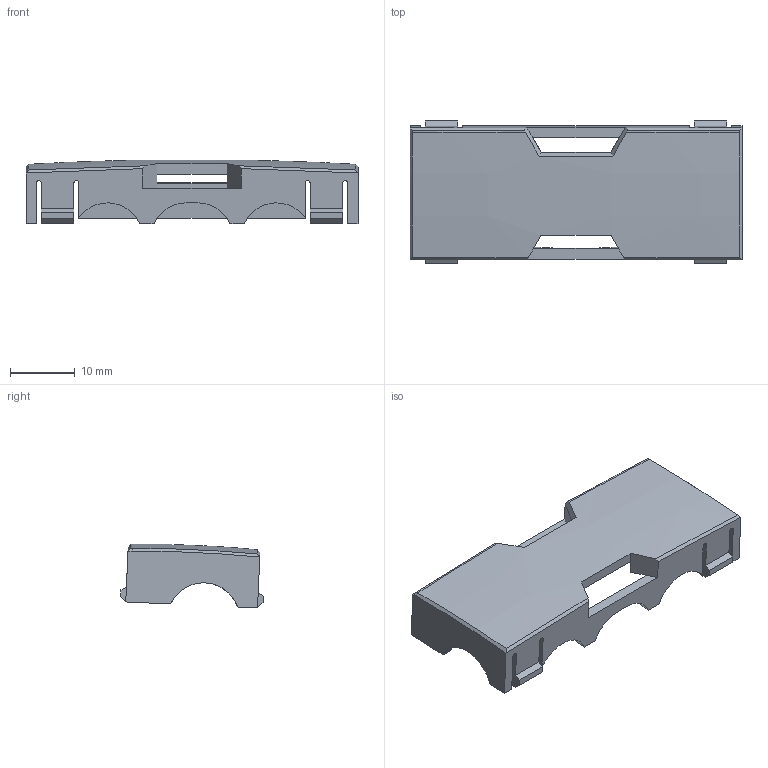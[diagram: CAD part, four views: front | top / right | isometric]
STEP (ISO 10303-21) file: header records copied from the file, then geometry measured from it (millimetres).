
FILE_DESCRIPTION (( 'STEP AP203' ), '1' );
FILE_NAME ('PCB_COVER_LOW_PROFILE.STEP', '2019-04-11T15:49:40', ( '' ), ( '' ), 'SwSTEP 2.0', 'SolidWorks 2018', '' );
FILE_SCHEMA (( 'CONFIG_CONTROL_DESIGN' ));
Length unit declared in the file: inch
Products named in the file (1): PCB_COVER_LOW_PROFILE
Bounding box: 51.42 x 22.1 x 9.87 mm (x, y, z)
Volume: 2727.3 mm3; surface area: 3962.7 mm2
Topology: 1 solids, 1 shells, 106 faces, 310 edges, 202 vertices
Faces by surface type: plane 72, cylinder 19, bspline 7, cone 4, torus 4
Entity records: 3731 total; most frequent: CARTESIAN_POINT 930, ORIENTED_EDGE 620, DIRECTION 501, EDGE_CURVE 310, VERTEX_POINT 202, LINE 201, VECTOR 201, AXIS2_PLACEMENT_3D 150
